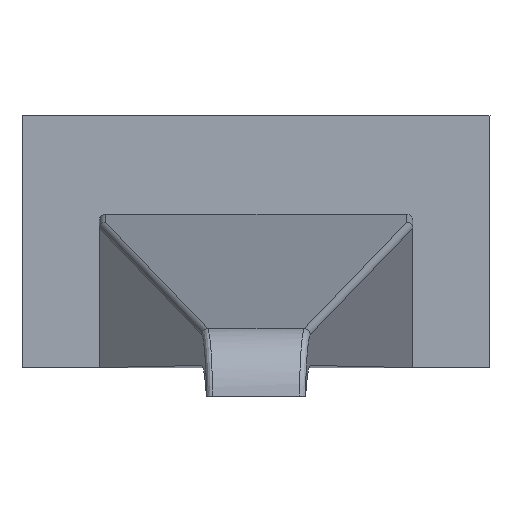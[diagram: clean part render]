
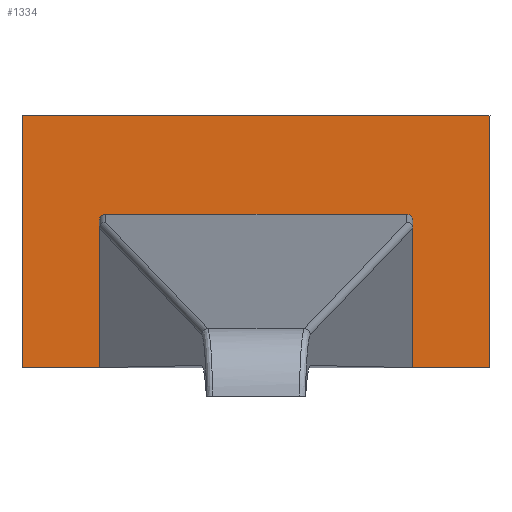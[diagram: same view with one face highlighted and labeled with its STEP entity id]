
A CAD part, top view. The second image highlights one B-rep face of the part: STEP entity #1334.
In plain terms, the highlighted planar face has unit normal (0, 0, 1).
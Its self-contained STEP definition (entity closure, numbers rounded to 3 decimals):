
#18 = CARTESIAN_POINT ( 'NONE',  ( -12.75, 54.6, 8. ) ) ;
#21 = CARTESIAN_POINT ( 'NONE',  ( -19.05, 29.6, 8. ) ) ;
#22 = CARTESIAN_POINT ( 'NONE',  ( 12.75, 41.892, 8. ) ) ;
#51 = CARTESIAN_POINT ( 'NONE',  ( -19.05, 28.676, 8. ) ) ;
#88 = ORIENTED_EDGE ( 'NONE', *, *, #246, .F. ) ;
#95 = CARTESIAN_POINT ( 'NONE',  ( 12.25, 42.1, 8. ) ) ;
#107 = CARTESIAN_POINT ( 'NONE',  ( 12.75, 41.598, 8. ) ) ;
#111 = CARTESIAN_POINT ( 'NONE',  ( 0., 29.6, 8. ) ) ;
#127 = LINE ( 'NONE', #694, #1356 ) ;
#160 = VECTOR ( 'NONE', #1212, 1000. ) ;
#172 = CARTESIAN_POINT ( 'NONE',  ( -12.75, 41.598, 8. ) ) ;
#195 = LINE ( 'NONE', #867, #389 ) ;
#218 = LINE ( 'NONE', #18, #160 ) ;
#246 = EDGE_CURVE ( 'NONE', #1081, #970, #218, .T. ) ;
#286 = EDGE_CURVE ( 'NONE', #840, #1321, #127, .T. ) ;
#317 = ORIENTED_EDGE ( 'NONE', *, *, #549, .T. ) ;
#319 = DIRECTION ( 'NONE',  ( 1., 0., 0. ) ) ;
#342 = CARTESIAN_POINT ( 'NONE',  ( 12.543, 42.1, 8. ) ) ;
#350 = FACE_OUTER_BOUND ( 'NONE', #1441, .T. ) ;
#360 = CARTESIAN_POINT ( 'NONE',  ( 12.25, 42.1, 8. ) ) ;
#362 =( BOUNDED_CURVE ( )  B_SPLINE_CURVE ( 3, ( #360, #342, #22, #1119 ),
 .UNSPECIFIED., .F., .T. ) 
 B_SPLINE_CURVE_WITH_KNOTS ( ( 4, 4 ),
 ( 3.142, 4.712 ),
 .UNSPECIFIED. ) 
 CURVE ( )  GEOMETRIC_REPRESENTATION_ITEM ( )  RATIONAL_B_SPLINE_CURVE ( ( 1., 0.805, 0.805, 1. ) ) 
 REPRESENTATION_ITEM ( '' )  );
#363 = ORIENTED_EDGE ( 'NONE', *, *, #1307, .F. ) ;
#374 = DIRECTION ( 'NONE',  ( 0., 1., 0. ) ) ;
#379 = CARTESIAN_POINT ( 'NONE',  ( 0., 0., 8. ) ) ;
#389 = VECTOR ( 'NONE', #319, 1000. ) ;
#399 = VERTEX_POINT ( 'NONE', #818 ) ;
#440 = LINE ( 'NONE', #792, #624 ) ;
#441 = VECTOR ( 'NONE', #611, 1000. ) ;
#457 = PLANE ( 'NONE',  #1181 ) ;
#473 = VERTEX_POINT ( 'NONE', #672 ) ;
#517 = ORIENTED_EDGE ( 'NONE', *, *, #1224, .T. ) ;
#549 = EDGE_CURVE ( 'NONE', #809, #840, #362, .T. ) ;
#555 = VECTOR ( 'NONE', #994, 1000. ) ;
#573 = CARTESIAN_POINT ( 'NONE',  ( -12.75, 29.6, 8. ) ) ;
#592 = ORIENTED_EDGE ( 'NONE', *, *, #1389, .T. ) ;
#611 = DIRECTION ( 'NONE',  ( 0., 1., 0. ) ) ;
#624 = VECTOR ( 'NONE', #1341, 1000. ) ;
#668 = LINE ( 'NONE', #111, #555 ) ;
#672 = CARTESIAN_POINT ( 'NONE',  ( -12.25, 42.1, 8. ) ) ;
#691 = CARTESIAN_POINT ( 'NONE',  ( -12.543, 42.1, 8. ) ) ;
#694 = CARTESIAN_POINT ( 'NONE',  ( 12.75, 54.6, 8. ) ) ;
#696 = CARTESIAN_POINT ( 'NONE',  ( -12.75, 41.598, 8. ) ) ;
#708 = CARTESIAN_POINT ( 'NONE',  ( 19.05, 28.676, 8. ) ) ;
#769 = EDGE_CURVE ( 'NONE', #473, #809, #195, .T. ) ;
#772 = ORIENTED_EDGE ( 'NONE', *, *, #286, .T. ) ;
#783 = LINE ( 'NONE', #1355, #926 ) ;
#792 = CARTESIAN_POINT ( 'NONE',  ( 0., 50.1, 8. ) ) ;
#798 = DIRECTION ( 'NONE',  ( 0., 0., 1. ) ) ;
#804 = CARTESIAN_POINT ( 'NONE',  ( 12.75, 29.6, 8. ) ) ;
#809 = VERTEX_POINT ( 'NONE', #95 ) ;
#818 = CARTESIAN_POINT ( 'NONE',  ( -19.05, 50.1, 8. ) ) ;
#840 = VERTEX_POINT ( 'NONE', #107 ) ;
#867 = CARTESIAN_POINT ( 'NONE',  ( -19.05, 42.1, 8. ) ) ;
#871 = ORIENTED_EDGE ( 'NONE', *, *, #1061, .T. ) ;
#878 = CARTESIAN_POINT ( 'NONE',  ( 19.05, 29.6, 8. ) ) ;
#922 = LINE ( 'NONE', #708, #441 ) ;
#926 = VECTOR ( 'NONE', #1140, 1000. ) ;
#970 = VERTEX_POINT ( 'NONE', #573 ) ;
#992 = VERTEX_POINT ( 'NONE', #21 ) ;
#994 = DIRECTION ( 'NONE',  ( 1., 0., 0. ) ) ;
#1017 = CARTESIAN_POINT ( 'NONE',  ( -12.25, 42.1, 8. ) ) ;
#1053 = LINE ( 'NONE', #51, #1122 ) ;
#1056 = EDGE_CURVE ( 'NONE', #992, #399, #1053, .T. ) ;
#1061 = EDGE_CURVE ( 'NONE', #1170, #1066, #922, .T. ) ;
#1066 = VERTEX_POINT ( 'NONE', #1390 ) ;
#1081 = VERTEX_POINT ( 'NONE', #172 ) ;
#1119 = CARTESIAN_POINT ( 'NONE',  ( 12.75, 41.598, 8. ) ) ;
#1122 = VECTOR ( 'NONE', #374, 1000. ) ;
#1140 = DIRECTION ( 'NONE',  ( -1., 0., 0. ) ) ;
#1170 = VERTEX_POINT ( 'NONE', #878 ) ;
#1181 = AXIS2_PLACEMENT_3D ( 'NONE', #379, #798, #1244 ) ;
#1212 = DIRECTION ( 'NONE',  ( 0., -1., 0. ) ) ;
#1224 = EDGE_CURVE ( 'NONE', #992, #970, #668, .T. ) ;
#1234 = DIRECTION ( 'NONE',  ( 0., -1., 0. ) ) ;
#1243 = ORIENTED_EDGE ( 'NONE', *, *, #1056, .F. ) ;
#1244 = DIRECTION ( 'NONE',  ( 1., 0., 0. ) ) ;
#1264 =( BOUNDED_CURVE ( )  B_SPLINE_CURVE ( 3, ( #696, #1268, #691, #1017 ),
 .UNSPECIFIED., .F., .F. ) 
 B_SPLINE_CURVE_WITH_KNOTS ( ( 4, 4 ),
 ( 4.712, 6.283 ),
 .UNSPECIFIED. ) 
 CURVE ( )  GEOMETRIC_REPRESENTATION_ITEM ( )  RATIONAL_B_SPLINE_CURVE ( ( 1., 0.805, 0.805, 1. ) ) 
 REPRESENTATION_ITEM ( '' )  );
#1268 = CARTESIAN_POINT ( 'NONE',  ( -12.75, 41.892, 8. ) ) ;
#1288 = EDGE_CURVE ( 'NONE', #399, #1066, #440, .T. ) ;
#1307 = EDGE_CURVE ( 'NONE', #1170, #1321, #783, .T. ) ;
#1321 = VERTEX_POINT ( 'NONE', #804 ) ;
#1330 = ORIENTED_EDGE ( 'NONE', *, *, #769, .T. ) ;
#1334 = ADVANCED_FACE ( 'NONE', ( #350 ), #457, .T. ) ;
#1341 = DIRECTION ( 'NONE',  ( 1., 0., 0. ) ) ;
#1345 = ORIENTED_EDGE ( 'NONE', *, *, #1288, .F. ) ;
#1355 = CARTESIAN_POINT ( 'NONE',  ( 0., 29.6, 8. ) ) ;
#1356 = VECTOR ( 'NONE', #1234, 1000. ) ;
#1389 = EDGE_CURVE ( 'NONE', #1081, #473, #1264, .T. ) ;
#1390 = CARTESIAN_POINT ( 'NONE',  ( 19.05, 50.1, 8. ) ) ;
#1441 = EDGE_LOOP ( 'NONE', ( #1345, #1243, #517, #88, #592, #1330, #317, #772, #363, #871 ) ) ;
